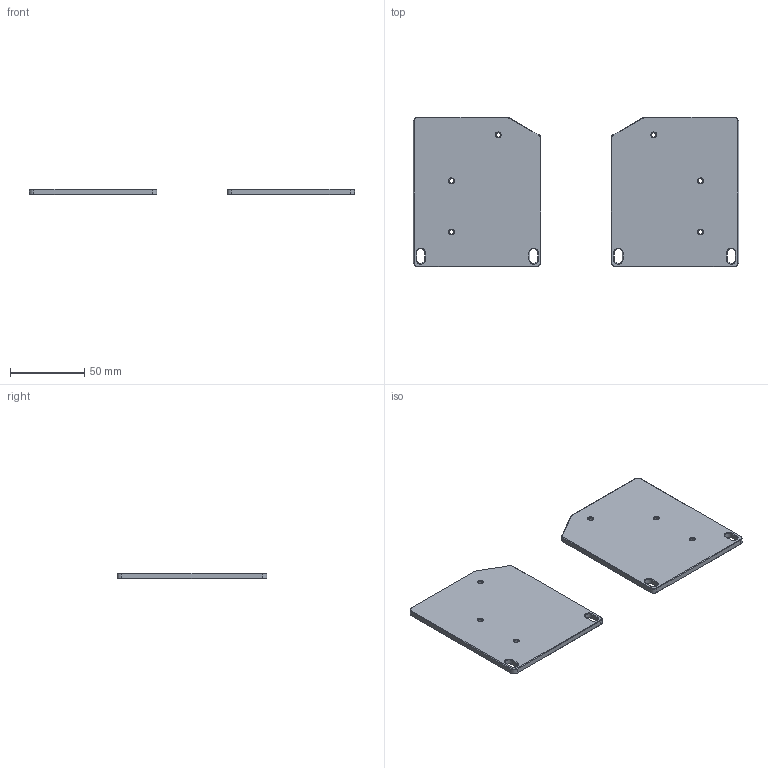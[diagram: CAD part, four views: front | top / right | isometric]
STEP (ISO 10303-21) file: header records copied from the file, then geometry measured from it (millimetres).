
FILE_DESCRIPTION(/* description */ ('','CAx-IF Rec.Pracs.---Representation and Presentation of Product Manufacturing Information (PMI)---4.0---2014-10-13'),/* implementation_level */ '2;1');
FILE_NAME(/* name */ 'powerstrip mount.step',/* time_stamp */ '2025-02-18T15:30:13-05:00',/* author */ (''),/* organization */ (''),/* preprocessor_version */ 'ST-DEVELOPER v20',/* originating_system */ 'Autodesk Translation Framework v13.20.0.188',/* authorisation */ '');
FILE_SCHEMA (('AP242_MANAGED_MODEL_BASED_3D_ENGINEERING_MIM_LF { 1 0 10303 442 1 1 4 }'));
Length unit declared in the file: millimetre
Products named in the file (1): powerstrip mount (v2~recovered)
Bounding box: 219.35 x 101 x 4 mm (x, y, z)
Volume: 67215.4 mm3; surface area: 36819.4 mm2
Topology: 2 solids, 2 shells, 226 faces, 518 edges, 296 vertices
Faces by surface type: cone 112, plane 58, cylinder 56
Entity records: 6427 total; most frequent: CARTESIAN_POINT 1257, DIRECTION 1124, ORIENTED_EDGE 1036, EDGE_CURVE 518, AXIS2_PLACEMENT_3D 451, VERTEX_POINT 296, EDGE_LOOP 246, FACE_OUTER_BOUND 226
